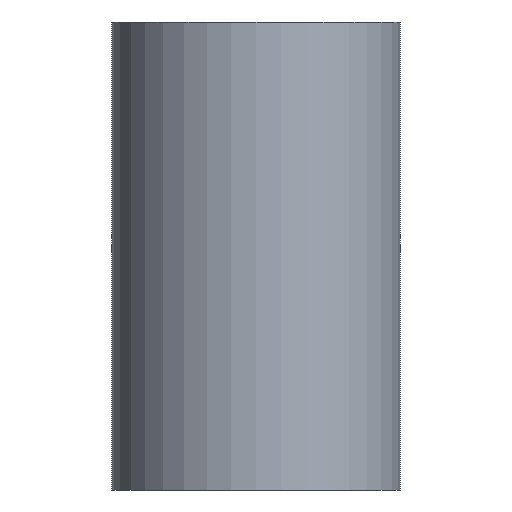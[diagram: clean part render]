
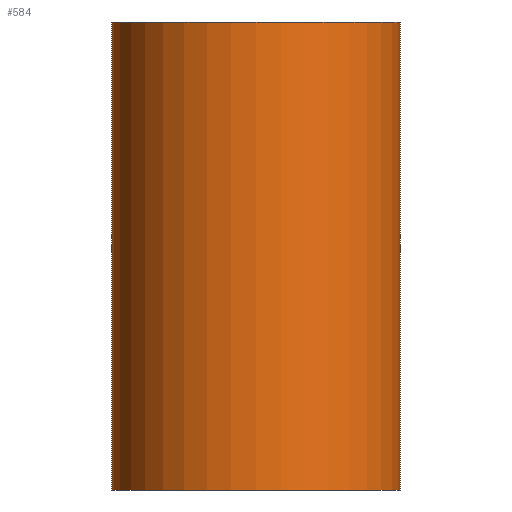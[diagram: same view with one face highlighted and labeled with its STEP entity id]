
A CAD part, front view. The second image highlights one B-rep face of the part: STEP entity #584.
In plain terms, the highlighted cylindrical face has radius 9.398 mm (diameter 18.796 mm), a partial arc.
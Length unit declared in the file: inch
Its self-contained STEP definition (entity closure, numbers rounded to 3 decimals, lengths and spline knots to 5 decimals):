
#17 = VERTEX_POINT ( 'NONE', #429 ) ;
#22 = DIRECTION ( 'NONE',  ( 1., 0., 0. ) ) ;
#26 = CARTESIAN_POINT ( 'NONE',  ( 0.37, 0., 1.2 ) ) ;
#35 = CARTESIAN_POINT ( 'NONE',  ( -0.37, 0., 1.2 ) ) ;
#37 = VERTEX_POINT ( 'NONE', #370 ) ;
#81 = ORIENTED_EDGE ( 'NONE', *, *, #609, .F. ) ;
#87 = ORIENTED_EDGE ( 'NONE', *, *, #202, .T. ) ;
#120 = EDGE_CURVE ( 'NONE', #37, #307, #168, .T. ) ;
#121 = LINE ( 'NONE', #147, #570 ) ;
#142 = DIRECTION ( 'NONE',  ( 0., 0., 1. ) ) ;
#147 = CARTESIAN_POINT ( 'NONE',  ( 0.37, 0., 1.2 ) ) ;
#166 = LINE ( 'NONE', #35, #588 ) ;
#167 = AXIS2_PLACEMENT_3D ( 'NONE', #592, #563, #22 ) ;
#168 = CIRCLE ( 'NONE', #515, 0.37 ) ;
#202 = EDGE_CURVE ( 'NONE', #37, #17, #166, .T. ) ;
#227 = EDGE_CURVE ( 'NONE', #17, #265, #237, .T. ) ;
#235 = FACE_OUTER_BOUND ( 'NONE', #364, .T. ) ;
#237 = CIRCLE ( 'NONE', #167, 0.37 ) ;
#259 = CARTESIAN_POINT ( 'NONE',  ( 0., 0., 1.2 ) ) ;
#265 = VERTEX_POINT ( 'NONE', #502 ) ;
#307 = VERTEX_POINT ( 'NONE', #26 ) ;
#311 = ORIENTED_EDGE ( 'NONE', *, *, #227, .T. ) ;
#364 = EDGE_LOOP ( 'NONE', ( #81, #613, #87, #311 ) ) ;
#370 = CARTESIAN_POINT ( 'NONE',  ( -0.37, 0., 1.2 ) ) ;
#376 = DIRECTION ( 'NONE',  ( -1., 0., 0. ) ) ;
#429 = CARTESIAN_POINT ( 'NONE',  ( -0.37, 0., 0. ) ) ;
#433 = DIRECTION ( 'NONE',  ( 0., 0., -1. ) ) ;
#444 = AXIS2_PLACEMENT_3D ( 'NONE', #259, #540, #376 ) ;
#484 = DIRECTION ( 'NONE',  ( 1., 0., 0. ) ) ;
#502 = CARTESIAN_POINT ( 'NONE',  ( 0.37, 0., 0. ) ) ;
#508 = CARTESIAN_POINT ( 'NONE',  ( 0., 0., 1.2 ) ) ;
#515 = AXIS2_PLACEMENT_3D ( 'NONE', #508, #142, #484 ) ;
#540 = DIRECTION ( 'NONE',  ( 0., 0., -1. ) ) ;
#556 = DIRECTION ( 'NONE',  ( 0., 0., -1. ) ) ;
#563 = DIRECTION ( 'NONE',  ( 0., 0., 1. ) ) ;
#570 = VECTOR ( 'NONE', #433, 39.37008 ) ;
#584 = ADVANCED_FACE ( 'NONE', ( #235 ), #599, .T. ) ;
#588 = VECTOR ( 'NONE', #556, 39.37008 ) ;
#592 = CARTESIAN_POINT ( 'NONE',  ( 0., 0., 0. ) ) ;
#599 = CYLINDRICAL_SURFACE ( 'NONE', #444, 0.37 ) ;
#609 = EDGE_CURVE ( 'NONE', #307, #265, #121, .T. ) ;
#613 = ORIENTED_EDGE ( 'NONE', *, *, #120, .F. ) ;
